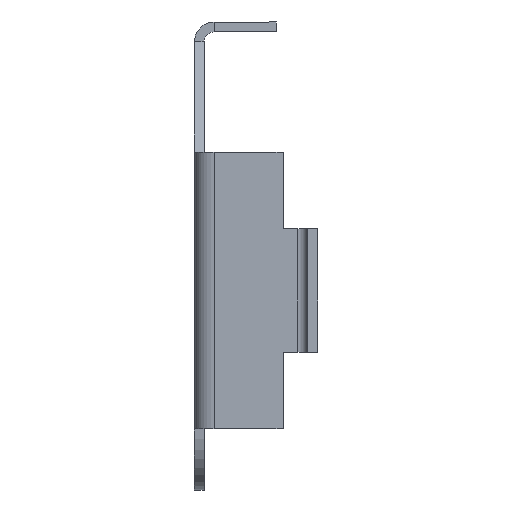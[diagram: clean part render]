
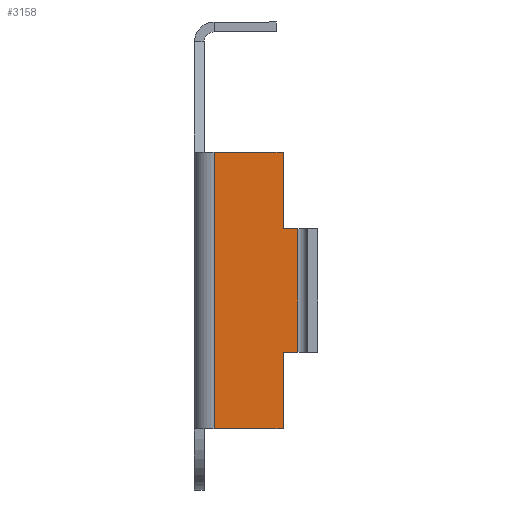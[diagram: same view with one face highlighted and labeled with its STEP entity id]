
A CAD part, left-side view. The second image highlights one B-rep face of the part: STEP entity #3158.
In plain terms, the highlighted planar face has unit normal (-1, 0, 0).
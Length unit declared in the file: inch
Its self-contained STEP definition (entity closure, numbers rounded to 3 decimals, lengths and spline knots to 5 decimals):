
#38 = LINE ( 'NONE', #188, #2911 ) ;
#64 = DIRECTION ( 'NONE',  ( 0., 0., 1. ) ) ;
#88 = LINE ( 'NONE', #1586, #1459 ) ;
#111 = CARTESIAN_POINT ( 'NONE',  ( -0.26, 0., -0.0625 ) ) ;
#188 = CARTESIAN_POINT ( 'NONE',  ( -0.26, -0.01, 0.1405 ) ) ;
#245 = VERTEX_POINT ( 'NONE', #3010 ) ;
#352 = VERTEX_POINT ( 'NONE', #2886 ) ;
#450 = EDGE_CURVE ( 'NONE', #1735, #538, #88, .T. ) ;
#538 = VERTEX_POINT ( 'NONE', #1478 ) ;
#541 = FACE_OUTER_BOUND ( 'NONE', #3431, .T. ) ;
#584 = EDGE_CURVE ( 'NONE', #2311, #2845, #1901, .T. ) ;
#681 = DIRECTION ( 'NONE',  ( 0., 1., 0. ) ) ;
#722 = DIRECTION ( 'NONE',  ( 0., 0., 1. ) ) ;
#782 = CARTESIAN_POINT ( 'NONE',  ( -0.26, -0.095, 0.0625 ) ) ;
#816 = VERTEX_POINT ( 'NONE', #2447 ) ;
#830 = EDGE_CURVE ( 'NONE', #352, #1735, #2521, .T. ) ;
#893 = PLANE ( 'NONE',  #1153 ) ;
#916 = VECTOR ( 'NONE', #1485, 39.37008 ) ;
#932 = LINE ( 'NONE', #1621, #3085 ) ;
#1023 = DIRECTION ( 'NONE',  ( 0., 0., 1. ) ) ;
#1143 = LINE ( 'NONE', #1983, #2560 ) ;
#1153 = AXIS2_PLACEMENT_3D ( 'NONE', #2018, #1449, #3423 ) ;
#1170 = ORIENTED_EDGE ( 'NONE', *, *, #450, .T. ) ;
#1327 = CARTESIAN_POINT ( 'NONE',  ( -0.26, 0., -0.1405 ) ) ;
#1331 = EDGE_CURVE ( 'NONE', #245, #2311, #1143, .T. ) ;
#1449 = DIRECTION ( 'NONE',  ( 1., 0., 0. ) ) ;
#1459 = VECTOR ( 'NONE', #1630, 39.37008 ) ;
#1478 = CARTESIAN_POINT ( 'NONE',  ( -0.26, -0.08, -0.0625 ) ) ;
#1485 = DIRECTION ( 'NONE',  ( 0., -1., 0. ) ) ;
#1586 = CARTESIAN_POINT ( 'NONE',  ( -0.26, -0.08, 0.0625 ) ) ;
#1621 = CARTESIAN_POINT ( 'NONE',  ( -0.26, 0., 0.0625 ) ) ;
#1630 = DIRECTION ( 'NONE',  ( 0., 0., 1. ) ) ;
#1640 = VECTOR ( 'NONE', #1023, 39.37008 ) ;
#1655 = ORIENTED_EDGE ( 'NONE', *, *, #3253, .T. ) ;
#1668 = LINE ( 'NONE', #111, #916 ) ;
#1735 = VERTEX_POINT ( 'NONE', #2203 ) ;
#1800 = EDGE_CURVE ( 'NONE', #2918, #245, #932, .T. ) ;
#1896 = DIRECTION ( 'NONE',  ( 0., 1., 0. ) ) ;
#1901 = LINE ( 'NONE', #2913, #2180 ) ;
#1983 = CARTESIAN_POINT ( 'NONE',  ( -0.26, -0.08, 0.0625 ) ) ;
#2018 = CARTESIAN_POINT ( 'NONE',  ( -0.26, 0., 0.0625 ) ) ;
#2124 = CARTESIAN_POINT ( 'NONE',  ( -0.26, -0.08, 0.1405 ) ) ;
#2180 = VECTOR ( 'NONE', #681, 39.37008 ) ;
#2203 = CARTESIAN_POINT ( 'NONE',  ( -0.26, -0.08, -0.1405 ) ) ;
#2218 = ORIENTED_EDGE ( 'NONE', *, *, #1331, .T. ) ;
#2293 = ORIENTED_EDGE ( 'NONE', *, *, #830, .T. ) ;
#2311 = VERTEX_POINT ( 'NONE', #2124 ) ;
#2314 = EDGE_CURVE ( 'NONE', #352, #2845, #38, .T. ) ;
#2422 = EDGE_CURVE ( 'NONE', #816, #2918, #3126, .T. ) ;
#2430 = ORIENTED_EDGE ( 'NONE', *, *, #584, .T. ) ;
#2447 = CARTESIAN_POINT ( 'NONE',  ( -0.26, -0.095, -0.0625 ) ) ;
#2521 = LINE ( 'NONE', #1327, #3269 ) ;
#2560 = VECTOR ( 'NONE', #64, 39.37008 ) ;
#2845 = VERTEX_POINT ( 'NONE', #3279 ) ;
#2886 = CARTESIAN_POINT ( 'NONE',  ( -0.26, -0.01, -0.1405 ) ) ;
#2911 = VECTOR ( 'NONE', #722, 39.37008 ) ;
#2913 = CARTESIAN_POINT ( 'NONE',  ( -0.26, 0., 0.1405 ) ) ;
#2918 = VERTEX_POINT ( 'NONE', #782 ) ;
#3005 = ORIENTED_EDGE ( 'NONE', *, *, #1800, .T. ) ;
#3010 = CARTESIAN_POINT ( 'NONE',  ( -0.26, -0.08, 0.0625 ) ) ;
#3031 = DIRECTION ( 'NONE',  ( 0., -1., 0. ) ) ;
#3085 = VECTOR ( 'NONE', #1896, 39.37008 ) ;
#3126 = LINE ( 'NONE', #3284, #1640 ) ;
#3137 = ORIENTED_EDGE ( 'NONE', *, *, #2422, .T. ) ;
#3158 = ADVANCED_FACE ( 'NONE', ( #541 ), #893, .F. ) ;
#3214 = ORIENTED_EDGE ( 'NONE', *, *, #2314, .F. ) ;
#3253 = EDGE_CURVE ( 'NONE', #538, #816, #1668, .T. ) ;
#3269 = VECTOR ( 'NONE', #3031, 39.37008 ) ;
#3279 = CARTESIAN_POINT ( 'NONE',  ( -0.26, -0.01, 0.1405 ) ) ;
#3284 = CARTESIAN_POINT ( 'NONE',  ( -0.26, -0.095, 0.0625 ) ) ;
#3423 = DIRECTION ( 'NONE',  ( 0., -1., 0. ) ) ;
#3431 = EDGE_LOOP ( 'NONE', ( #3214, #2293, #1170, #1655, #3137, #3005, #2218, #2430 ) ) ;
